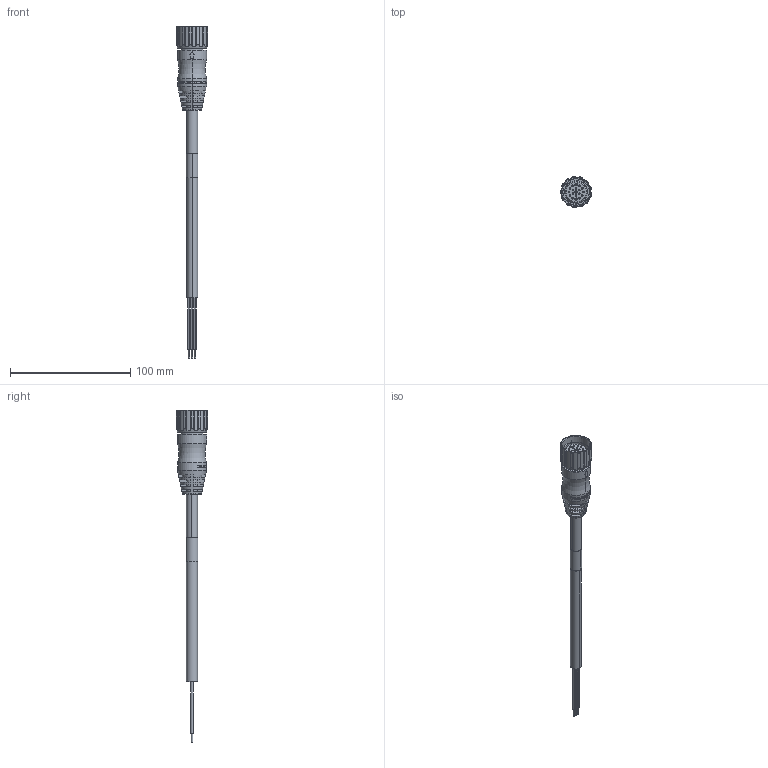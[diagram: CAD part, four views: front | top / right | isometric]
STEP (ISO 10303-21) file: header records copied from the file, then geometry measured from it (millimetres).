
FILE_DESCRIPTION((''),'2;1');
FILE_NAME('242005_ASM','2024-05-02T09:43:49',('banengservice'),('BANNER ENGINEERING'),'CREO PARAMETRIC BY PTC INC, 2022414','CREO PARAMETRIC BY PTC INC, 2022414','');
FILE_SCHEMA(('CONFIG_CONTROL_DESIGN'));
Length unit declared in the file: millimetre
Products named in the file (4): 242005; 242005_CABLE; 242005_LABEL; 242005_ASM
Assembly tree (3 placements, depth 2):
  242005_ASM
    242005
    242005_CABLE
    242005_LABEL
Bounding box: 25.85 x 25.96 x 276 mm (x, y, z)
Volume: 7257.7 mm3; surface area: 17264.5 mm2
Topology: 2 solids, 41 shells, 586 faces, 2429 edges, 1832 vertices
Faces by surface type: plane 246, cylinder 226, cone 67, bspline 39, torus 8
Entity records: 26849 total; most frequent: CARTESIAN_POINT 6983, DIRECTION 4310, ORIENTED_EDGE 3595, EDGE_CURVE 2429, VERTEX_POINT 1832, AXIS2_PLACEMENT_3D 1603, VECTOR 1104, LINE 1104
